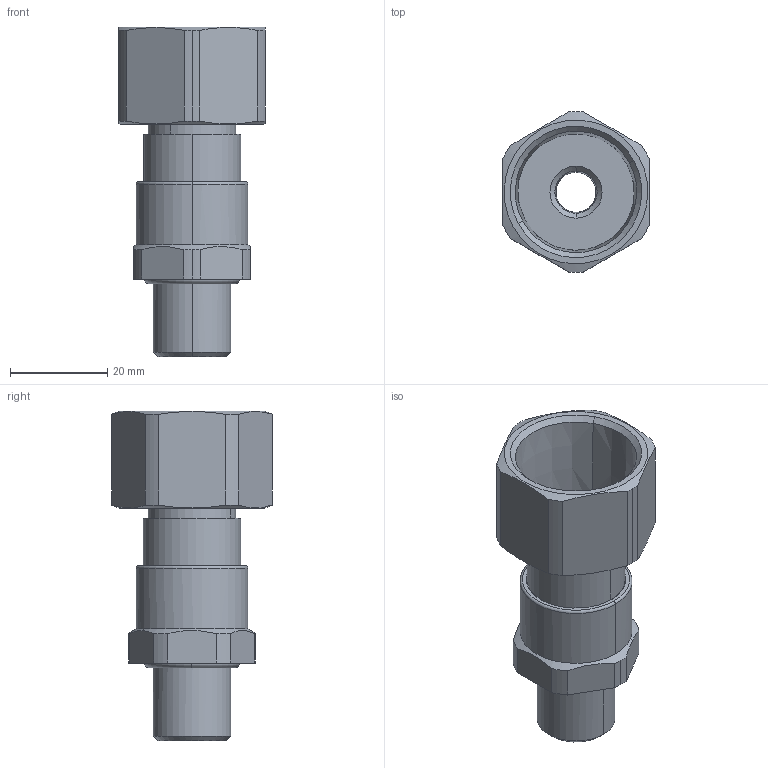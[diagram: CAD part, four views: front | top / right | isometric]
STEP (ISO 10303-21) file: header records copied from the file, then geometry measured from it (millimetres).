
FILE_DESCRIPTION(('CATIA V5 STEP Exchange','CAx-IF Rec.Pracs.--- Model Styling and Organization---1.4--- 2014-01-23'),'2;1');
FILE_NAME ('146736-1_0_1205270000_1205270000.stp','2021-07-02T03:29:37+00:00',('none'),('Weidmueller'),'CATIA Version 5-6 Release 2016 SP3 HF44','CATIA V5 STEP AP214','none');
FILE_SCHEMA(('AUTOMOTIVE_DESIGN { 1 0 10303 214 1 1 1 1 }'));
Length unit declared in the file: millimetre
Products named in the file (1): A2LC 16 M16-NPT 0.75F-WM
Bounding box: 30 x 33 x 67.75 mm (x, y, z)
Volume: 19254.1 mm3; surface area: 12264.9 mm2
Topology: 3 solids, 3 shells, 102 faces, 248 edges, 158 vertices
Faces by surface type: cylinder 38, cone 26, plane 24, torus 14
Entity records: 2914 total; most frequent: CARTESIAN_POINT 666, ORIENTED_EDGE 496, DIRECTION 363, EDGE_CURVE 248, AXIS2_PLACEMENT_3D 212, VERTEX_POINT 158, CIRCLE 141, EDGE_LOOP 114
